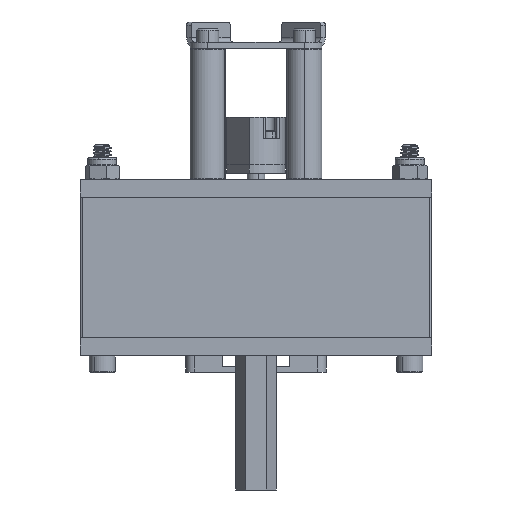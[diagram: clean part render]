
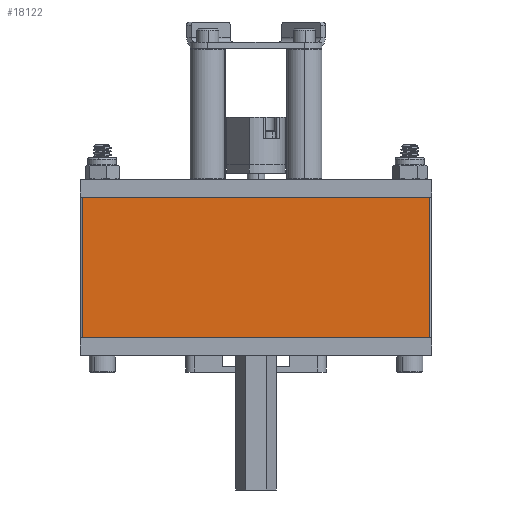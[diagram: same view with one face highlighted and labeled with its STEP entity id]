
A CAD part, front view. The second image highlights one B-rep face of the part: STEP entity #18122.
In plain terms, the highlighted face is planar.
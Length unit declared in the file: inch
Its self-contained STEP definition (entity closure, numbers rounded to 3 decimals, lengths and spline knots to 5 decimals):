
#310 = FACE_OUTER_BOUND ( 'NONE', #33059, .T. ) ;
#989 = AXIS2_PLACEMENT_3D ( 'NONE', #24499, #39330, #17230 ) ;
#1783 = CARTESIAN_POINT ( 'NONE',  ( -0.282, 0.312, 0. ) ) ;
#3319 = LINE ( 'NONE', #17912, #12018 ) ;
#5830 = CARTESIAN_POINT ( 'NONE',  ( 4.658, 0.312, 2. ) ) ;
#6219 = VECTOR ( 'NONE', #9531, 39.37008 ) ;
#6381 = VERTEX_POINT ( 'NONE', #1783 ) ;
#8799 = VERTEX_POINT ( 'NONE', #5830 ) ;
#9531 = DIRECTION ( 'NONE',  ( -1., 0., 0. ) ) ;
#12018 = VECTOR ( 'NONE', #29062, 39.37008 ) ;
#12301 = EDGE_CURVE ( 'NONE', #8799, #19825, #3319, .T. ) ;
#13117 = DIRECTION ( 'NONE',  ( 0., 0., -1. ) ) ;
#13987 = ORIENTED_EDGE ( 'NONE', *, *, #38204, .T. ) ;
#15289 = VERTEX_POINT ( 'NONE', #22352 ) ;
#16426 = ORIENTED_EDGE ( 'NONE', *, *, #12301, .F. ) ;
#17028 = VECTOR ( 'NONE', #13117, 39.37008 ) ;
#17230 = DIRECTION ( 'NONE',  ( 0., 0., -1. ) ) ;
#17912 = CARTESIAN_POINT ( 'NONE',  ( -0.282, 0.312, 2. ) ) ;
#18122 = ADVANCED_FACE ( 'NONE', ( #310 ), #31932, .F. ) ;
#19825 = VERTEX_POINT ( 'NONE', #23699 ) ;
#20541 = DIRECTION ( 'NONE',  ( 0., 0., -1. ) ) ;
#20654 = CARTESIAN_POINT ( 'NONE',  ( -0.282, 0.312, 0. ) ) ;
#22352 = CARTESIAN_POINT ( 'NONE',  ( 4.658, 0.312, 0. ) ) ;
#23699 = CARTESIAN_POINT ( 'NONE',  ( -0.282, 0.312, 2. ) ) ;
#24046 = CARTESIAN_POINT ( 'NONE',  ( -0.282, 0.312, 2. ) ) ;
#24499 = CARTESIAN_POINT ( 'NONE',  ( -0.282, 0.312, 2. ) ) ;
#24673 = LINE ( 'NONE', #20654, #6219 ) ;
#25738 = EDGE_CURVE ( 'NONE', #19825, #6381, #36639, .T. ) ;
#25869 = VECTOR ( 'NONE', #20541, 39.37008 ) ;
#29062 = DIRECTION ( 'NONE',  ( -1., 0., 0. ) ) ;
#31932 = PLANE ( 'NONE',  #989 ) ;
#33059 = EDGE_LOOP ( 'NONE', ( #44263, #35960, #16426, #13987 ) ) ;
#34557 = LINE ( 'NONE', #42655, #25869 ) ;
#35960 = ORIENTED_EDGE ( 'NONE', *, *, #25738, .F. ) ;
#36639 = LINE ( 'NONE', #24046, #17028 ) ;
#38204 = EDGE_CURVE ( 'NONE', #8799, #15289, #34557, .T. ) ;
#39330 = DIRECTION ( 'NONE',  ( 0., -1., 0. ) ) ;
#41600 = EDGE_CURVE ( 'NONE', #15289, #6381, #24673, .T. ) ;
#42655 = CARTESIAN_POINT ( 'NONE',  ( 4.658, 0.312, 2. ) ) ;
#44263 = ORIENTED_EDGE ( 'NONE', *, *, #41600, .T. ) ;
